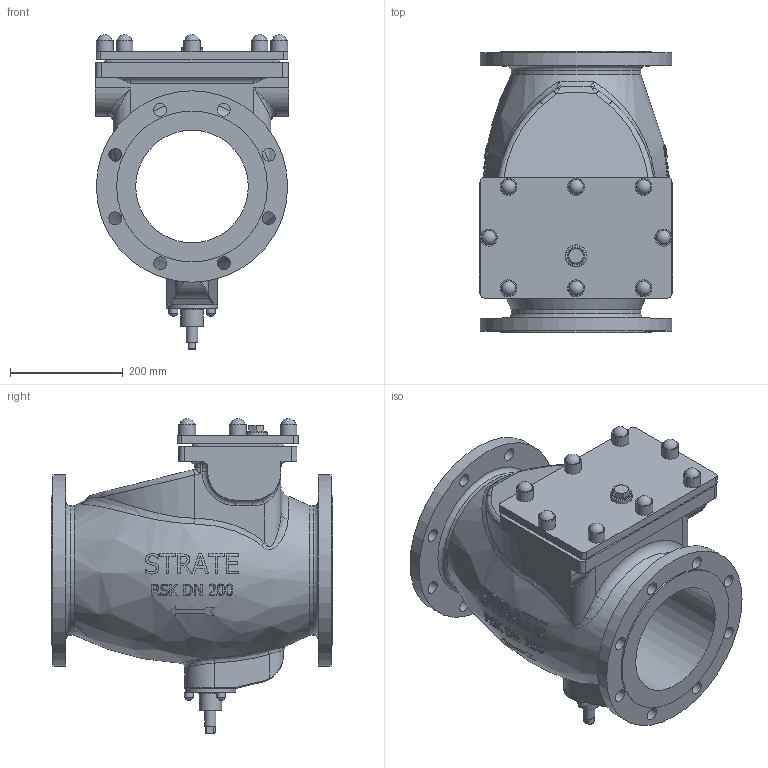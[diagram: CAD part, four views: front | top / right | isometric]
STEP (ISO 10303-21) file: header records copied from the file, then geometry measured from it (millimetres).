
FILE_DESCRIPTION(/* description */ (''),/* implementation_level */ '2;1');
FILE_NAME(/* name */ 'RSK DN 200 U.stp',/* time_stamp */ '2019-07-04T11:46:25+02:00',/* author */ ('aunrein'),/* organization */ (''),/* preprocessor_version */ 'ST-DEVELOPER v16.13',/* originating_system */ 'Autodesk Inventor 2018',/* authorisation */ '');
FILE_SCHEMA (('AUTOMOTIVE_DESIGN { 1 0 10303 214 3 1 1 }'));
Length unit declared in the file: millimetre
Products named in the file (1): RSK DN 200 U
Bounding box: 343 x 500 x 559.31 mm (x, y, z)
Volume: 27427101.1 mm3; surface area: 1299011.7 mm2
Topology: 1 solids, 1 shells, 663 faces, 1734 edges, 1130 vertices
Faces by surface type: plane 299, bspline 247, cylinder 82, torus 17, sphere 13, cone 5
Full cylindrical faces by diameter (mm): 16 x3, 20 x1, 23 x16, 30 x8, 31.177 x1, 39 x1, 40.069 x1, 91 x1, 200 x1, 230 x2, 268 x2, 340 x2
Entity records: 26650 total; most frequent: CARTESIAN_POINT 10970, ORIENTED_EDGE 3302, DIRECTION 2711, EDGE_CURVE 1651, VERTEX_POINT 1104, AXIS2_PLACEMENT_3D 1080, EDGE_LOOP 811, STYLED_ITEM 663
